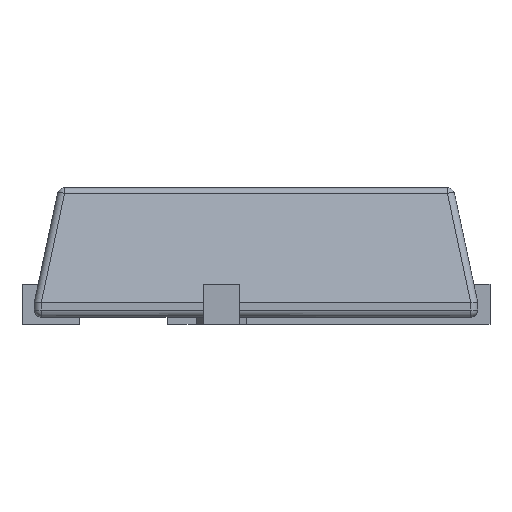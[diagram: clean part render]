
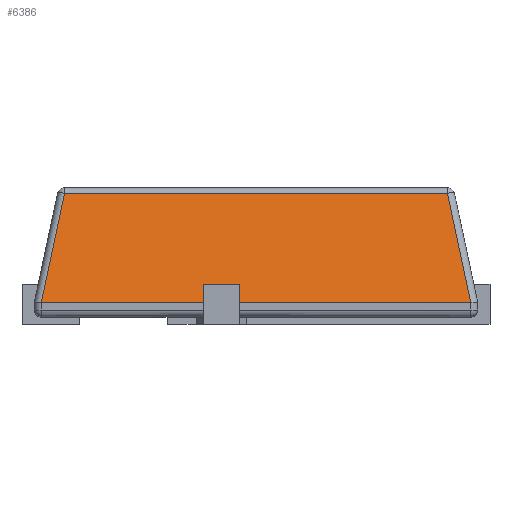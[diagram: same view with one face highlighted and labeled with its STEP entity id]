
A CAD part, front view. The second image highlights one B-rep face of the part: STEP entity #6386.
In plain terms, the highlighted planar face has unit normal (0, -0.978, 0.208).
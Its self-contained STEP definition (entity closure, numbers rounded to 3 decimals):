
#25=ELLIPSE('',#6755,0.24,0.05);
#26=ELLIPSE('',#6757,0.24,0.05);
#379=FACE_OUTER_BOUND('',#724,.T.);
#724=EDGE_LOOP('',(#5125,#5126,#5127,#5128,#5129,#5130,#5131,#5132,#5133,
#5134));
#1378=LINE('',#9705,#2185);
#1380=LINE('',#9710,#2187);
#1390=LINE('',#9742,#2197);
#1421=LINE('',#9819,#2228);
#1423=LINE('',#9823,#2230);
#1424=LINE('',#9825,#2231);
#1425=LINE('',#9827,#2232);
#1426=LINE('',#9828,#2233);
#2185=VECTOR('',#7970,2.659);
#2187=VECTOR('',#7974,0.794);
#2197=VECTOR('',#8014,0.794);
#2228=VECTOR('',#8085,1.605);
#2230=VECTOR('',#8089,1.125);
#2231=VECTOR('',#8090,0.133);
#2232=VECTOR('',#8091,0.25);
#2233=VECTOR('',#8092,0.133);
#2839=VERTEX_POINT('',#9687);
#2844=VERTEX_POINT('',#9701);
#2846=VERTEX_POINT('',#9709);
#2853=VERTEX_POINT('',#9741);
#2855=VERTEX_POINT('',#9747);
#2858=VERTEX_POINT('',#9756);
#2879=VERTEX_POINT('',#9818);
#2880=VERTEX_POINT('',#9822);
#2881=VERTEX_POINT('',#9824);
#2882=VERTEX_POINT('',#9826);
#3609=EDGE_CURVE('',#2839,#2844,#1378,.T.);
#3611=EDGE_CURVE('',#2844,#2846,#1380,.T.);
#3628=EDGE_CURVE('',#2853,#2839,#1390,.T.);
#3634=EDGE_CURVE('',#2846,#2855,#25,.T.);
#3637=EDGE_CURVE('',#2858,#2853,#26,.T.);
#3669=EDGE_CURVE('',#2879,#2855,#1421,.T.);
#3671=EDGE_CURVE('',#2858,#2880,#1423,.T.);
#3672=EDGE_CURVE('',#2881,#2880,#1424,.T.);
#3673=EDGE_CURVE('',#2881,#2882,#1425,.F.);
#3674=EDGE_CURVE('',#2879,#2882,#1426,.T.);
#5125=ORIENTED_EDGE('',*,*,#3634,.F.);
#5126=ORIENTED_EDGE('',*,*,#3611,.F.);
#5127=ORIENTED_EDGE('',*,*,#3609,.F.);
#5128=ORIENTED_EDGE('',*,*,#3628,.F.);
#5129=ORIENTED_EDGE('',*,*,#3637,.F.);
#5130=ORIENTED_EDGE('',*,*,#3671,.T.);
#5131=ORIENTED_EDGE('',*,*,#3672,.F.);
#5132=ORIENTED_EDGE('',*,*,#3673,.T.);
#5133=ORIENTED_EDGE('',*,*,#3674,.F.);
#5134=ORIENTED_EDGE('',*,*,#3669,.T.);
#5804=PLANE('',#6772);
#6386=ADVANCED_FACE('',(#379),#5804,.T.);
#6755=AXIS2_PLACEMENT_3D('',#9752,#8024,#8025);
#6757=AXIS2_PLACEMENT_3D('',#9758,#8030,#8031);
#6772=AXIS2_PLACEMENT_3D('',#9821,#8087,#8088);
#7970=DIRECTION('',(1.,0.,0.));
#7974=DIRECTION('',(0.204,-0.204,-0.958));
#8014=DIRECTION('',(0.204,0.204,0.958));
#8024=DIRECTION('center_axis',(0.,0.978,-0.208));
#8025=DIRECTION('ref_axis',(0.,-0.208,-0.978));
#8030=DIRECTION('center_axis',(0.,0.978,-0.208));
#8031=DIRECTION('ref_axis',(0.,-0.208,-0.978));
#8085=DIRECTION('',(1.,0.,0.));
#8087=DIRECTION('center_axis',(0.,-0.978,
0.208));
#8088=DIRECTION('ref_axis',(0.,-0.208,-0.978));
#8089=DIRECTION('',(1.,0.,0.));
#8090=DIRECTION('',(0.,-0.208,-0.978));
#8091=DIRECTION('',(-1.,0.,0.));
#8092=DIRECTION('',(0.,0.208,0.978));
#9687=CARTESIAN_POINT('',(-1.329,-1.378,0.91));
#9701=CARTESIAN_POINT('',(1.329,-1.378,0.91));
#9705=CARTESIAN_POINT('',(-0.385,-1.378,0.91));
#9709=CARTESIAN_POINT('',(1.491,-1.54,0.15));
#9710=CARTESIAN_POINT('',(1.348,-1.397,0.824));
#9741=CARTESIAN_POINT('',(-1.491,-1.54,0.15));
#9742=CARTESIAN_POINT('',(-1.348,-1.397,0.824));
#9747=CARTESIAN_POINT('',(1.49,-1.54,0.15));
#9752=CARTESIAN_POINT('Origin',(1.49,-1.49,0.385));
#9756=CARTESIAN_POINT('',(-1.49,-1.54,0.15));
#9758=CARTESIAN_POINT('Origin',(-1.49,-1.49,0.385));
#9818=CARTESIAN_POINT('',(-0.115,-1.54,0.15));
#9819=CARTESIAN_POINT('',(-0.77,-1.54,0.15));
#9821=CARTESIAN_POINT('Origin',(-0.77,-1.455,0.55));
#9822=CARTESIAN_POINT('',(-0.365,-1.54,0.15));
#9823=CARTESIAN_POINT('',(-0.77,-1.54,0.15));
#9824=CARTESIAN_POINT('',(-0.365,-1.512,0.28));
#9825=CARTESIAN_POINT('',(-0.365,-1.512,0.283));
#9826=CARTESIAN_POINT('',(-0.115,-1.512,0.28));
#9827=CARTESIAN_POINT('',(0.328,-1.512,0.28));
#9828=CARTESIAN_POINT('',(-0.115,-1.515,0.267));
